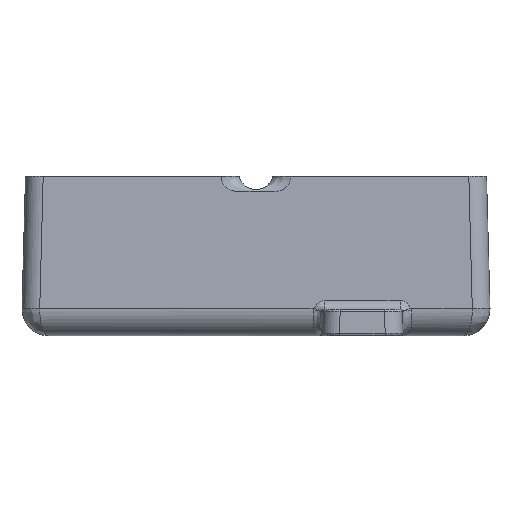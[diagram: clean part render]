
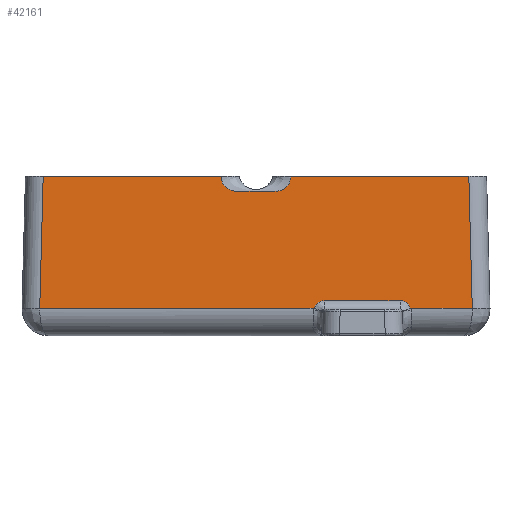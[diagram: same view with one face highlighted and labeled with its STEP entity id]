
A CAD part, left-side view. The second image highlights one B-rep face of the part: STEP entity #42161.
In plain terms, the highlighted planar face has unit normal (-1, 0, 0.026).
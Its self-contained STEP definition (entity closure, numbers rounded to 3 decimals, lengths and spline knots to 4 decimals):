
#488=B_SPLINE_CURVE_WITH_KNOTS('',3,(#62343,#62344,#62345,#62346,#62347,
#62348,#62349,#62350,#62351,#62352,#62353,#62354,#62355,#62356,#62357,#62358,
#62359,#62360,#62361,#62362,#62363,#62364,#62365,#62366,#62367,#62368,#62369,
#62370),.UNSPECIFIED.,.F.,.F.,(4,1,1,1,1,1,1,1,1,1,1,1,1,1,1,1,1,1,1,1,
1,1,1,1,1,4),(-3.1796,-3.1109,-3.0387,-2.9754,
-2.7855,-2.6589,-2.5323,-2.4056,-2.279,
-2.1524,-2.0258,-1.7726,-1.5194,
-1.3927,-1.2661,-1.0129,-0.8863,
-0.7597,-0.6331,-0.5065,-0.3798,
-0.2532,-0.0633,0.,0.0722,0.1409),
 .UNSPECIFIED.);
#3060=ELLIPSE('',#44648,0.1563,0.1563);
#3061=ELLIPSE('',#44649,0.1563,0.1563);
#3419=PLANE('',#44647);
#4934=FACE_OUTER_BOUND('',#7414,.T.);
#7414=EDGE_LOOP('',(#31280,#31281,#31282,#31283,#31284,#31285,#31286,#31287,
#31288,#31289));
#10208=LINE('',#62383,#14175);
#10209=LINE('',#62385,#14176);
#10210=LINE('',#62387,#14177);
#10211=LINE('',#62391,#14178);
#10212=LINE('',#62395,#14179);
#10213=LINE('',#62397,#14180);
#10214=LINE('',#62398,#14181);
#14175=VECTOR('',#48087,2.5124);
#14176=VECTOR('',#48088,1.8665);
#14177=VECTOR('',#48089,3.8687);
#14178=VECTOR('',#48092,1.0641);
#14179=VECTOR('',#48095,0.8687);
#14180=VECTOR('',#48096,1.8665);
#14181=VECTOR('',#48097,2.5124);
#18870=VERTEX_POINT('',#62331);
#18871=VERTEX_POINT('',#62342);
#18872=VERTEX_POINT('',#62382);
#18873=VERTEX_POINT('',#62384);
#18874=VERTEX_POINT('',#62386);
#18875=VERTEX_POINT('',#62388);
#18876=VERTEX_POINT('',#62390);
#18877=VERTEX_POINT('',#62392);
#18878=VERTEX_POINT('',#62394);
#18879=VERTEX_POINT('',#62396);
#23532=EDGE_CURVE('',#18870,#18871,#488,.T.);
#23534=EDGE_CURVE('',#18870,#18872,#10208,.T.);
#23535=EDGE_CURVE('',#18873,#18872,#10209,.T.);
#23536=EDGE_CURVE('',#18874,#18873,#10210,.T.);
#23537=EDGE_CURVE('',#18875,#18874,#3060,.T.);
#23538=EDGE_CURVE('',#18876,#18875,#10211,.T.);
#23539=EDGE_CURVE('',#18877,#18876,#3061,.T.);
#23540=EDGE_CURVE('',#18878,#18877,#10212,.T.);
#23541=EDGE_CURVE('',#18879,#18878,#10213,.T.);
#23542=EDGE_CURVE('',#18879,#18871,#10214,.T.);
#31280=ORIENTED_EDGE('',*,*,#23532,.F.);
#31281=ORIENTED_EDGE('',*,*,#23534,.T.);
#31282=ORIENTED_EDGE('',*,*,#23535,.F.);
#31283=ORIENTED_EDGE('',*,*,#23536,.F.);
#31284=ORIENTED_EDGE('',*,*,#23537,.F.);
#31285=ORIENTED_EDGE('',*,*,#23538,.F.);
#31286=ORIENTED_EDGE('',*,*,#23539,.F.);
#31287=ORIENTED_EDGE('',*,*,#23540,.F.);
#31288=ORIENTED_EDGE('',*,*,#23541,.F.);
#31289=ORIENTED_EDGE('',*,*,#23542,.T.);
#42161=ADVANCED_FACE('',(#4934),#3419,.T.);
#44647=AXIS2_PLACEMENT_3D('',#62381,#48085,#48086);
#44648=AXIS2_PLACEMENT_3D('',#62389,#48090,#48091);
#44649=AXIS2_PLACEMENT_3D('',#62393,#48093,#48094);
#48085=DIRECTION('center_axis',(-1.,0.,0.026));
#48086=DIRECTION('ref_axis',(0.,1.,0.));
#48087=DIRECTION('',(0.,1.,0.));
#48088=DIRECTION('',(0.026,-0.026,0.999));
#48089=DIRECTION('',(0.,1.,0.));
#48090=DIRECTION('center_axis',(-1.,0.,0.026));
#48091=DIRECTION('ref_axis',(0.026,0.,1.));
#48092=DIRECTION('',(0.,1.,0.));
#48093=DIRECTION('center_axis',(-1.,0.,0.026));
#48094=DIRECTION('ref_axis',(0.026,0.,1.));
#48095=DIRECTION('',(0.,1.,0.));
#48096=DIRECTION('',(-0.026,-0.026,-0.999));
#48097=DIRECTION('',(0.,1.,0.));
#62331=CARTESIAN_POINT('',(-2.3141,0.4893,-0.0625));
#62342=CARTESIAN_POINT('',(-2.3141,-0.4893,-0.0625));
#62343=CARTESIAN_POINT('Ctrl Pts',(-2.3141,0.4893,
-0.0625));
#62344=CARTESIAN_POINT('Ctrl Pts',(-2.3144,0.4896,
-0.0735));
#62345=CARTESIAN_POINT('Ctrl Pts',(-2.315,0.4889,
-0.095));
#62346=CARTESIAN_POINT('Ctrl Pts',(-2.3157,0.4835,
-0.1237));
#62347=CARTESIAN_POINT('Ctrl Pts',(-2.3168,0.4688,
-0.1657));
#62348=CARTESIAN_POINT('Ctrl Pts',(-2.3179,0.4394,
-0.2076));
#62349=CARTESIAN_POINT('Ctrl Pts',(-2.3188,0.3976,
-0.2389));
#62350=CARTESIAN_POINT('Ctrl Pts',(-2.3193,0.3575,
-0.2584));
#62351=CARTESIAN_POINT('Ctrl Pts',(-2.3196,0.3143,
-0.2716));
#62352=CARTESIAN_POINT('Ctrl Pts',(-2.3197,0.2725,-0.2768));
#62353=CARTESIAN_POINT('Ctrl Pts',(-2.3198,0.2325,-0.2769));
#62354=CARTESIAN_POINT('Ctrl Pts',(-2.3198,0.1765,
-0.2773));
#62355=CARTESIAN_POINT('Ctrl Pts',(-2.3198,0.0991,
-0.2797));
#62356=CARTESIAN_POINT('Ctrl Pts',(-2.3198,0.0169,
-0.2806));
#62357=CARTESIAN_POINT('Ctrl Pts',(-2.3198,-0.0501,
-0.2802));
#62358=CARTESIAN_POINT('Ctrl Pts',(-2.3198,-0.1144,
-0.2793));
#62359=CARTESIAN_POINT('Ctrl Pts',(-2.3198,-0.1766,
-0.2772));
#62360=CARTESIAN_POINT('Ctrl Pts',(-2.3198,-0.2325,
-0.2769));
#62361=CARTESIAN_POINT('Ctrl Pts',(-2.3197,-0.2725,
-0.2767));
#62362=CARTESIAN_POINT('Ctrl Pts',(-2.3196,-0.3143,
-0.2716));
#62363=CARTESIAN_POINT('Ctrl Pts',(-2.3193,-0.3575,
-0.2584));
#62364=CARTESIAN_POINT('Ctrl Pts',(-2.3188,-0.3976,
-0.2389));
#62365=CARTESIAN_POINT('Ctrl Pts',(-2.3179,-0.4394,
-0.2076));
#62366=CARTESIAN_POINT('Ctrl Pts',(-2.3168,-0.4688,
-0.1657));
#62367=CARTESIAN_POINT('Ctrl Pts',(-2.3157,-0.4835,
-0.1237));
#62368=CARTESIAN_POINT('Ctrl Pts',(-2.315,-0.4889,
-0.095));
#62369=CARTESIAN_POINT('Ctrl Pts',(-2.3144,-0.4896,
-0.0735));
#62370=CARTESIAN_POINT('Ctrl Pts',(-2.3141,-0.4893,
-0.0625));
#62381=CARTESIAN_POINT('Origin',(-2.3125,-3.25,0.));
#62382=CARTESIAN_POINT('',(-2.3141,3.0017,-0.0625));
#62383=CARTESIAN_POINT('',(-2.3141,-3.6889,-0.0625));
#62384=CARTESIAN_POINT('',(-2.363,3.0506,-1.9277));
#62385=CARTESIAN_POINT('',(-2.3104,2.998,0.0785));
#62386=CARTESIAN_POINT('',(-2.363,-0.8181,-1.9277));
#62387=CARTESIAN_POINT('',(-2.363,-1.625,-1.9277));
#62388=CARTESIAN_POINT('',(-2.36,-0.9679,-1.8158));
#62389=CARTESIAN_POINT('Origin',(-2.3641,-0.9679,-1.972));
#62390=CARTESIAN_POINT('',(-2.36,-2.0321,-1.8158));
#62391=CARTESIAN_POINT('',(-2.36,-2.375,-1.8158));
#62392=CARTESIAN_POINT('',(-2.363,-2.1819,-1.9277));
#62393=CARTESIAN_POINT('Origin',(-2.3641,-2.0321,-1.972));
#62394=CARTESIAN_POINT('',(-2.363,-3.0506,-1.9277));
#62395=CARTESIAN_POINT('',(-2.363,-1.625,-1.9277));
#62396=CARTESIAN_POINT('',(-2.3141,-3.0017,-0.0625));
#62397=CARTESIAN_POINT('',(-2.3111,-2.9987,0.0539));
#62398=CARTESIAN_POINT('',(-2.3141,-3.6889,-0.0625));
